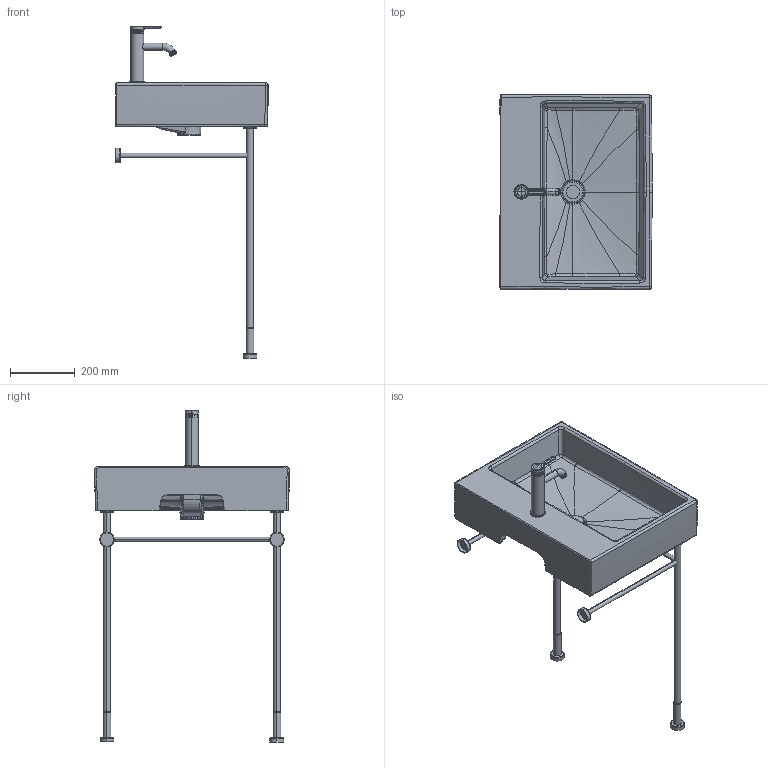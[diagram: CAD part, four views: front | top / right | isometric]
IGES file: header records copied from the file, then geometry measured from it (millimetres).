
Global section: file name: No Iges File Name specified; native system: Autodesk Inventor 2011; preprocessor: AutoDesk Inventor Iges Exporter R2011; author: Administrator; date: 20170704.205321; units: millimetre
Bounding box: 470.62 x 600.46 x 1025.45 mm (x, y, z)
Volume: 14105987.6 mm3; surface area: 1342658.9 mm2
Topology: 15 solids, 18 shells, 656 faces, 1512 edges, 891 vertices
Faces by surface type: bspline 243, revolution 136, plane 116, cylinder 92, torus 45, cone 17, sphere 7
